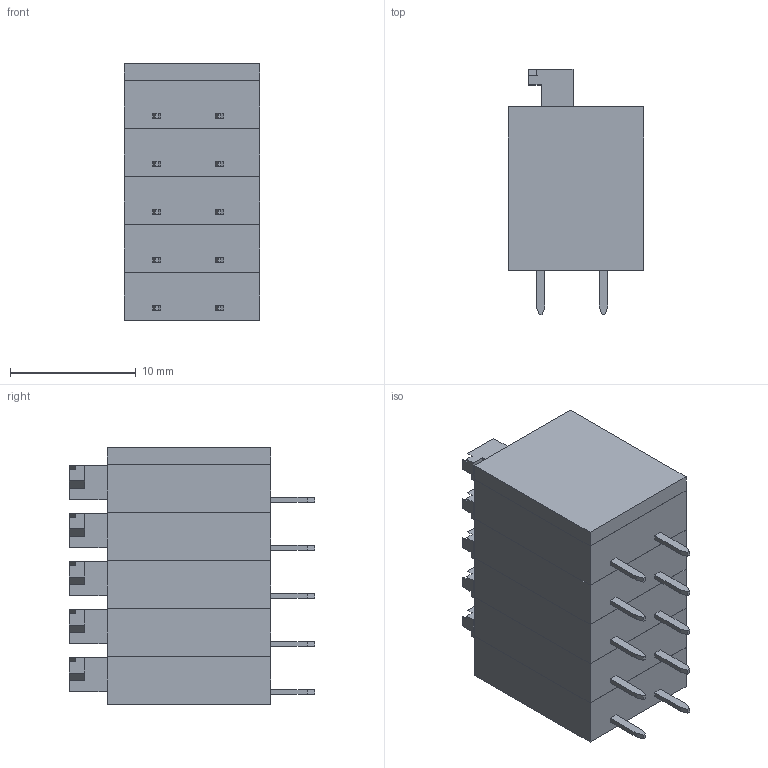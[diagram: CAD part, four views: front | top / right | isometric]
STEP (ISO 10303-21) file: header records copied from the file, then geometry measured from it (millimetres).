
FILE_DESCRIPTION((''),'2;1');
FILE_NAME('WJ236-3_81-5PIN_11_ASM','2020-11-23T10:07:15',('Administrator'),(''),'CREO PARAMETRIC BY PTC INC, 2020154','CREO PARAMETRIC BY PTC INC, 2020154','');
FILE_SCHEMA(('CONFIG_CONTROL_DESIGN','SHAPE_APPEARANCE_LAYERS_GROUPS'));
Length unit declared in the file: millimetre
Products named in the file (7): WJ236-3_81-5PIN_11_1; WJ236-3_81-5PIN_11_2; WJ236-3_81-5PIN_11_3; WJ236-3_81-5PIN_11_4; WJ236-3_81-5PIN_11_5; WJ236-3_81-5PIN_11_6; WJ236-3_81-5PIN_11_ASM
Assembly tree (6 placements, depth 2):
  WJ236-3_81-5PIN_11_ASM
    WJ236-3_81-5PIN_11_1
    WJ236-3_81-5PIN_11_2
    WJ236-3_81-5PIN_11_3
    WJ236-3_81-5PIN_11_4
    WJ236-3_81-5PIN_11_5
    WJ236-3_81-5PIN_11_6
Bounding box: 10.82 x 19.5 x 20.44 mm (x, y, z)
Volume: 2881.8 mm3; surface area: 3045.8 mm2
Topology: 6 solids, 6 shells, 219 faces, 561 edges, 374 vertices
Faces by surface type: plane 181, cylinder 19, cone 19
Entity records: 8958 total; most frequent: CARTESIAN_POINT 1297, ORIENTED_EDGE 1122, DIRECTION 1079, PRESENTATION_STYLE_ASSIGNMENT 579, STYLED_ITEM 579, CURVE_STYLE 561, EDGE_CURVE 561, VECTOR 469
